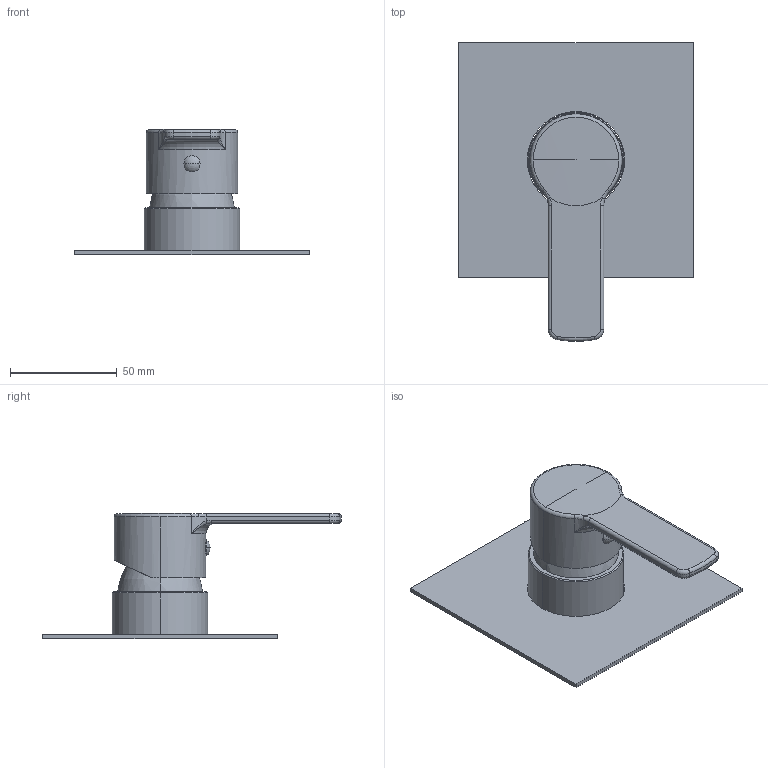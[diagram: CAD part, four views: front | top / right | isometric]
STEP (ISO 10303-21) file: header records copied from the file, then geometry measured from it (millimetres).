
FILE_DESCRIPTION((''),'2;1');
FILE_NAME('RED010CR-M','2021-11-08T13:20:51',('ut3'),('PAFFONI SpA'),'CREO PARAMETRIC BY PTC INC, 2020044','CREO PARAMETRIC BY PTC INC, 2020044','');
FILE_SCHEMA(('CONFIG_CONTROL_DESIGN','SHAPE_APPEARANCE_LAYERS_GROUPS'));
Length unit declared in the file: millimetre
Products named in the file (1): RED010CR-M
Bounding box: 110 x 139.91 x 58.83 mm (x, y, z)
Volume: 69224.4 mm3; surface area: 57108.4 mm2
Topology: 2 solids, 2 shells, 970 faces, 2570 edges, 1609 vertices
Faces by surface type: plane 559, cylinder 228, torus 82, bspline 40, cone 35, sphere 26
Entity records: 40926 total; most frequent: CARTESIAN_POINT 10549, ORIENTED_EDGE 5128, DIRECTION 4661, EDGE_CURVE 2564, AXIS2_PLACEMENT_3D 1609, VERTEX_POINT 1609, VECTOR 1443, LINE 1443
